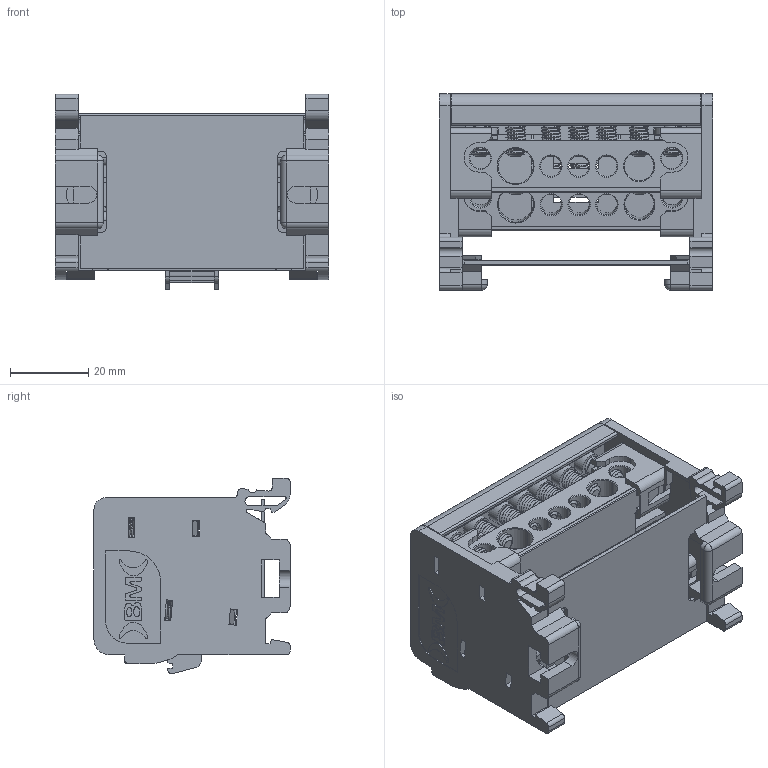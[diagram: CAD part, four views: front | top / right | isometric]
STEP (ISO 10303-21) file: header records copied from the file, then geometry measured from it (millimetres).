
FILE_DESCRIPTION (( 'STEP AP203' ), '1' );
FILE_NAME ('QM212507C.STEP', '2025-09-24T16:46:38', ( '' ), ( '' ), 'SwSTEP 2.0', 'SolidWorks 2022', '' );
FILE_SCHEMA (( 'CONFIG_CONTROL_DESIGN' ));
Length unit declared in the file: millimetre
Products named in the file (10): SABUS12507; SS9907_apertura foro; SP9904_SP9904; SG9906DX_senza logo; QM212507C; SAVTCR510G; SABAR12507; SG9906_7CON; SC212507_SC9904; SG9906SX_con logo grande
Assembly tree (17 placements, depth 3):
  QM212507C
    SG9906_7CON
      SG9906SX_con logo grande
    SS9907_apertura foro  x2
    SABAR12507  x2
      SABUS12507
      SAVTCR510G
    SP9904_SP9904
    SC212507_SC9904
    SG9906DX_senza logo
Bounding box: 69.7 x 50 x 49.82 mm (x, y, z)
Volume: 37762.2 mm3; surface area: 49451.3 mm2
Topology: 22 solids, 22 shells, 1850 faces, 5132 edges, 3320 vertices
Faces by surface type: plane 877, cylinder 678, bspline 179, cone 112, sphere 4
Entity records: 33415 total; most frequent: CARTESIAN_POINT 8510, ORIENTED_EDGE 5198, DIRECTION 4579, EDGE_CURVE 2599, VECTOR 1877, LINE 1877, VERTEX_POINT 1686, AXIS2_PLACEMENT_3D 1351
